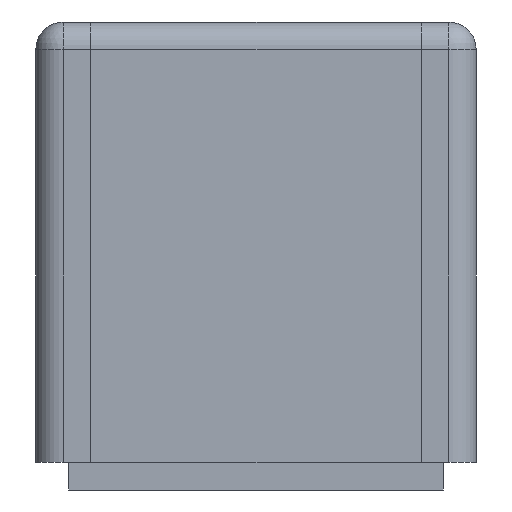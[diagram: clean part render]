
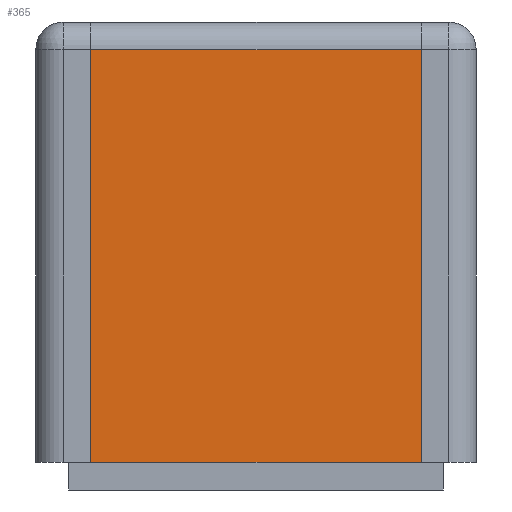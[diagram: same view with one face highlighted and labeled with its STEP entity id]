
A CAD part, left-side view. The second image highlights one B-rep face of the part: STEP entity #365.
In plain terms, the highlighted planar face has unit normal (-1, 0, 0).
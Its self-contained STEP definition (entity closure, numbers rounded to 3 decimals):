
#321 = EDGE_CURVE('',#322,#324,#326,.T.);
#322 = VERTEX_POINT('',#323);
#323 = CARTESIAN_POINT('',(-3.5,0.6,0.1));
#324 = VERTEX_POINT('',#325);
#325 = CARTESIAN_POINT('',(-3.5,0.6,1.6));
#326 = LINE('',#327,#328);
#327 = CARTESIAN_POINT('',(-3.5,0.6,0.1));
#328 = VECTOR('',#329,1.);
#329 = DIRECTION('',(0.,0.,1.));
#365 = ADVANCED_FACE('',(#366),#407,.F.);
#366 = FACE_BOUND('',#367,.F.);
#367 = EDGE_LOOP('',(#368,#378,#386,#392,#393,#401));
#368 = ORIENTED_EDGE('',*,*,#369,.F.);
#369 = EDGE_CURVE('',#370,#372,#374,.T.);
#370 = VERTEX_POINT('',#371);
#371 = CARTESIAN_POINT('',(-3.5,-0.6,0.1));
#372 = VERTEX_POINT('',#373);
#373 = CARTESIAN_POINT('',(-3.5,-0.6,0.1));
#374 = LINE('',#375,#376);
#375 = CARTESIAN_POINT('',(-3.5,-0.6,0.1));
#376 = VECTOR('',#377,1.);
#377 = DIRECTION('',(0.,0.,1.));
#378 = ORIENTED_EDGE('',*,*,#379,.T.);
#379 = EDGE_CURVE('',#370,#380,#382,.T.);
#380 = VERTEX_POINT('',#381);
#381 = CARTESIAN_POINT('',(-3.5,0.6,0.1));
#382 = LINE('',#383,#384);
#383 = CARTESIAN_POINT('',(-3.5,-0.6,0.1));
#384 = VECTOR('',#385,1.);
#385 = DIRECTION('',(0.,1.,0.));
#386 = ORIENTED_EDGE('',*,*,#387,.T.);
#387 = EDGE_CURVE('',#380,#322,#388,.T.);
#388 = LINE('',#389,#390);
#389 = CARTESIAN_POINT('',(-3.5,0.6,0.1));
#390 = VECTOR('',#391,1.);
#391 = DIRECTION('',(0.,0.,1.));
#392 = ORIENTED_EDGE('',*,*,#321,.T.);
#393 = ORIENTED_EDGE('',*,*,#394,.F.);
#394 = EDGE_CURVE('',#395,#324,#397,.T.);
#395 = VERTEX_POINT('',#396);
#396 = CARTESIAN_POINT('',(-3.5,-0.6,1.6));
#397 = LINE('',#398,#399);
#398 = CARTESIAN_POINT('',(-3.5,-0.6,1.6));
#399 = VECTOR('',#400,1.);
#400 = DIRECTION('',(0.,1.,0.));
#401 = ORIENTED_EDGE('',*,*,#402,.F.);
#402 = EDGE_CURVE('',#372,#395,#403,.T.);
#403 = LINE('',#404,#405);
#404 = CARTESIAN_POINT('',(-3.5,-0.6,0.1));
#405 = VECTOR('',#406,1.);
#406 = DIRECTION('',(0.,0.,1.));
#407 = PLANE('',#408);
#408 = AXIS2_PLACEMENT_3D('',#409,#410,#411);
#409 = CARTESIAN_POINT('',(-3.5,-0.6,0.1));
#410 = DIRECTION('',(1.,0.,0.));
#411 = DIRECTION('',(0.,0.,1.));
